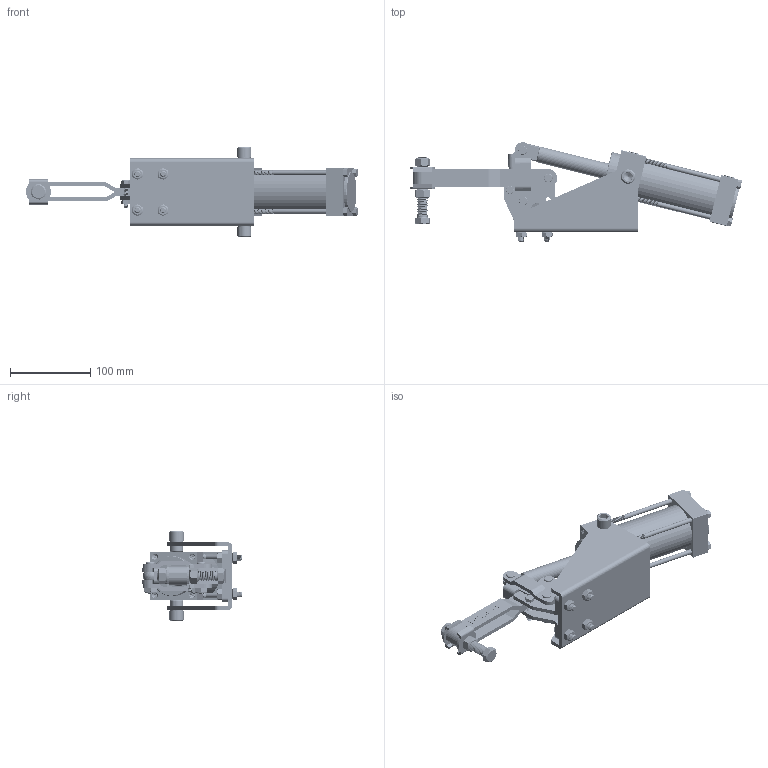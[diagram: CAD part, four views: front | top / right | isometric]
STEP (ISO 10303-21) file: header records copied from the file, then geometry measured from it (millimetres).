
FILE_DESCRIPTION (( 'STEP AP203' ), '1' );
FILE_NAME ('CH-10247-A.STEP', '2017-12-05T06:56:30', ( 'Windows' ), ( 'Microsoft' ), 'SwSTEP 2.0', 'SolidWorks 2015', '' );
FILE_SCHEMA (( 'CONFIG_CONTROL_DESIGN' ));
Length unit declared in the file: millimetre
Products named in the file (25): 10247-05; M12; CH-10247-A-01; Air cylinder-1; 20Rivet; CH-12147-01; CH-10247-A-04; 3~8Nut; CH-10247-02; CH-10247-09; CH-FW-120; C-10247-A-05; 12300Nut; Air cylinder-3; Air cylinder-2; CH-SA-12300; M8; CH-10247-07; M8-1; M6-30; CH-10247-08; 錨璃2; M6; CH-10247-A-03; CH-10247-A
Assembly tree (42 placements, depth 2):
  CH-10247-A
    CH-10247-A-01
    CH-12147-01
    CH-10247-02
    C-10247-A-05
    Air cylinder-2
    CH-10247-07  x2
    CH-10247-08
    CH-10247-A-03  x2
    M12  x2
    20Rivet  x2
    3~8Nut  x2
    CH-FW-120  x2
    Air cylinder-3  x4
    M8  x4
    M6-30
    M6
    10247-05
    Air cylinder-1
    CH-10247-A-04
    CH-10247-09  x2
    12300Nut  x2
    CH-SA-12300
    M8-1  x4
    錨璃2  x2
Bounding box: 413.17 x 123.94 x 112 mm (x, y, z)
Volume: 767193.1 mm3; surface area: 243767.4 mm2
Topology: 44 solids, 44 shells, 2301 faces, 6273 edges, 4122 vertices
Faces by surface type: cylinder 1267, plane 579, bspline 233, cone 186, torus 34, sphere 2
Entity records: 88072 total; most frequent: CARTESIAN_POINT 48952, ORIENTED_EDGE 8780, DIRECTION 6059, EDGE_CURVE 4390, VERTEX_POINT 2895, AXIS2_PLACEMENT_3D 2038, LINE 1983, VECTOR 1983
